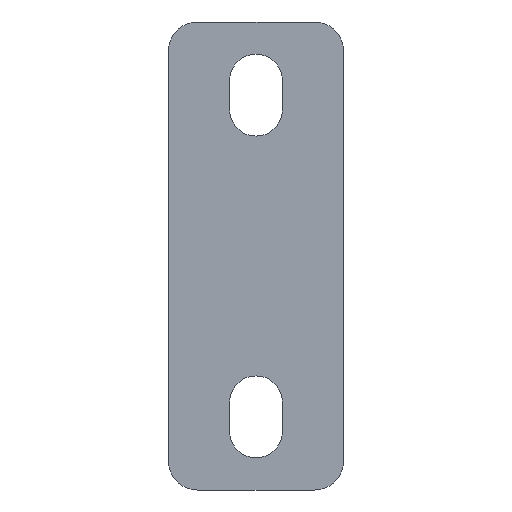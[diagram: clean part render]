
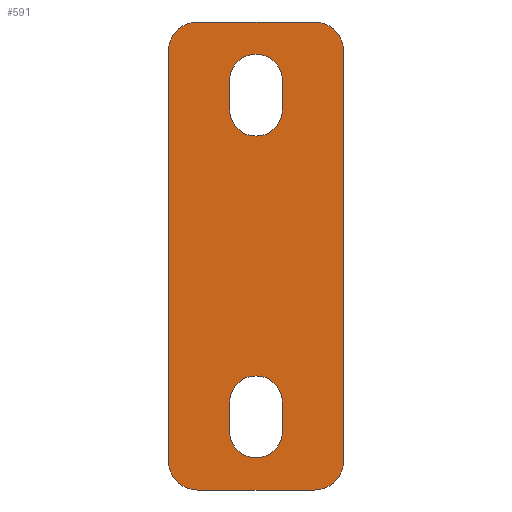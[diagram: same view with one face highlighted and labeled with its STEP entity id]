
A CAD part, front view. The second image highlights one B-rep face of the part: STEP entity #591.
In plain terms, the highlighted planar face has unit normal (0, -1, 0).
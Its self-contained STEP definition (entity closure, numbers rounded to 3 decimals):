
#16=FACE_BOUND('',#202,.T.);
#17=FACE_BOUND('',#203,.T.);
#46=LINE('',#953,#92);
#51=LINE('',#966,#97);
#54=LINE('',#977,#100);
#59=LINE('',#990,#105);
#62=LINE('',#1005,#108);
#65=LINE('',#1011,#111);
#66=LINE('',#1015,#112);
#67=LINE('',#1019,#113);
#92=VECTOR('',#751,10.);
#97=VECTOR('',#764,10.);
#100=VECTOR('',#775,10.);
#105=VECTOR('',#788,10.);
#108=VECTOR('',#805,10.);
#111=VECTOR('',#810,10.);
#112=VECTOR('',#813,10.);
#113=VECTOR('',#816,10.);
#135=PLANE('',#665);
#166=FACE_OUTER_BOUND('',#201,.T.);
#201=EDGE_LOOP('',(#496,#497,#498,#499,#500,#501,#502,#503));
#202=EDGE_LOOP('',(#504,#505,#506,#507));
#203=EDGE_LOOP('',(#508,#509,#510,#511));
#225=CIRCLE('',#648,4.5);
#227=CIRCLE('',#652,4.5);
#229=CIRCLE('',#656,4.5);
#231=CIRCLE('',#660,4.5);
#232=CIRCLE('',#662,5.);
#234=CIRCLE('',#666,5.);
#235=CIRCLE('',#667,5.);
#236=CIRCLE('',#668,5.);
#276=VERTEX_POINT('',#950);
#277=VERTEX_POINT('',#952);
#279=VERTEX_POINT('',#958);
#281=VERTEX_POINT('',#964);
#284=VERTEX_POINT('',#974);
#285=VERTEX_POINT('',#976);
#287=VERTEX_POINT('',#982);
#289=VERTEX_POINT('',#988);
#290=VERTEX_POINT('',#995);
#291=VERTEX_POINT('',#996);
#294=VERTEX_POINT('',#1004);
#296=VERTEX_POINT('',#1010);
#297=VERTEX_POINT('',#1012);
#298=VERTEX_POINT('',#1014);
#299=VERTEX_POINT('',#1016);
#300=VERTEX_POINT('',#1018);
#344=EDGE_CURVE('',#277,#276,#46,.T.);
#348=EDGE_CURVE('',#276,#279,#225,.T.);
#351=EDGE_CURVE('',#279,#281,#51,.T.);
#353=EDGE_CURVE('',#281,#277,#227,.T.);
#356=EDGE_CURVE('',#285,#284,#54,.T.);
#360=EDGE_CURVE('',#284,#287,#229,.T.);
#363=EDGE_CURVE('',#287,#289,#59,.T.);
#365=EDGE_CURVE('',#289,#285,#231,.T.);
#366=EDGE_CURVE('',#290,#291,#232,.T.);
#370=EDGE_CURVE('',#294,#291,#62,.T.);
#373=EDGE_CURVE('',#290,#296,#65,.T.);
#374=EDGE_CURVE('',#297,#296,#234,.T.);
#375=EDGE_CURVE('',#297,#298,#66,.T.);
#376=EDGE_CURVE('',#299,#298,#235,.T.);
#377=EDGE_CURVE('',#299,#300,#67,.T.);
#378=EDGE_CURVE('',#294,#300,#236,.T.);
#496=ORIENTED_EDGE('',*,*,#366,.F.);
#497=ORIENTED_EDGE('',*,*,#373,.T.);
#498=ORIENTED_EDGE('',*,*,#374,.F.);
#499=ORIENTED_EDGE('',*,*,#375,.T.);
#500=ORIENTED_EDGE('',*,*,#376,.F.);
#501=ORIENTED_EDGE('',*,*,#377,.T.);
#502=ORIENTED_EDGE('',*,*,#378,.F.);
#503=ORIENTED_EDGE('',*,*,#370,.T.);
#504=ORIENTED_EDGE('',*,*,#344,.T.);
#505=ORIENTED_EDGE('',*,*,#348,.T.);
#506=ORIENTED_EDGE('',*,*,#351,.T.);
#507=ORIENTED_EDGE('',*,*,#353,.T.);
#508=ORIENTED_EDGE('',*,*,#356,.T.);
#509=ORIENTED_EDGE('',*,*,#360,.T.);
#510=ORIENTED_EDGE('',*,*,#363,.T.);
#511=ORIENTED_EDGE('',*,*,#365,.T.);
#591=ADVANCED_FACE('',(#166,#16,#17),#135,.T.);
#648=AXIS2_PLACEMENT_3D('',#960,#758,#759);
#652=AXIS2_PLACEMENT_3D('',#969,#769,#770);
#656=AXIS2_PLACEMENT_3D('',#984,#782,#783);
#660=AXIS2_PLACEMENT_3D('',#993,#793,#794);
#662=AXIS2_PLACEMENT_3D('',#997,#797,#798);
#665=AXIS2_PLACEMENT_3D('',#1009,#808,#809);
#666=AXIS2_PLACEMENT_3D('',#1013,#811,#812);
#667=AXIS2_PLACEMENT_3D('',#1017,#814,#815);
#668=AXIS2_PLACEMENT_3D('',#1020,#817,#818);
#751=DIRECTION('',(0.,0.,1.));
#758=DIRECTION('center_axis',(0.,1.,0.));
#759=DIRECTION('ref_axis',(-1.,0.,0.));
#764=DIRECTION('',(0.,0.,-1.));
#769=DIRECTION('center_axis',(0.,1.,0.));
#770=DIRECTION('ref_axis',(1.,0.,0.));
#775=DIRECTION('',(0.,0.,1.));
#782=DIRECTION('center_axis',(0.,1.,0.));
#783=DIRECTION('ref_axis',(-1.,0.,0.));
#788=DIRECTION('',(0.,0.,-1.));
#793=DIRECTION('center_axis',(0.,1.,0.));
#794=DIRECTION('ref_axis',(1.,0.,0.));
#797=DIRECTION('center_axis',(0.,1.,0.));
#798=DIRECTION('ref_axis',(-0.707,0.,-0.707));
#805=DIRECTION('',(0.,0.,-1.));
#808=DIRECTION('center_axis',(0.,-1.,0.));
#809=DIRECTION('ref_axis',(0.,0.,-1.));
#810=DIRECTION('',(1.,0.,0.));
#811=DIRECTION('center_axis',(0.,1.,0.));
#812=DIRECTION('ref_axis',(0.707,0.,-0.707));
#813=DIRECTION('',(0.,0.,1.));
#814=DIRECTION('center_axis',(0.,1.,0.));
#815=DIRECTION('ref_axis',(0.707,0.,0.707));
#816=DIRECTION('',(-1.,0.,0.));
#817=DIRECTION('center_axis',(0.,1.,0.));
#818=DIRECTION('ref_axis',(-0.707,0.,0.707));
#950=CARTESIAN_POINT('',(-4.5,-3.,-25.));
#952=CARTESIAN_POINT('',(-4.5,-3.,-30.));
#953=CARTESIAN_POINT('',(-4.5,-3.,-12.5));
#958=CARTESIAN_POINT('',(4.5,-3.,-25.));
#960=CARTESIAN_POINT('Origin',(0.,-3.,-25.));
#964=CARTESIAN_POINT('',(4.5,-3.,-30.));
#966=CARTESIAN_POINT('',(4.5,-3.,-15.));
#969=CARTESIAN_POINT('Origin',(0.,-3.,-30.));
#974=CARTESIAN_POINT('',(-4.5,-3.,30.));
#976=CARTESIAN_POINT('',(-4.5,-3.,25.));
#977=CARTESIAN_POINT('',(-4.5,-3.,15.));
#982=CARTESIAN_POINT('',(4.5,-3.,30.));
#984=CARTESIAN_POINT('Origin',(0.,-3.,30.));
#988=CARTESIAN_POINT('',(4.5,-3.,25.));
#990=CARTESIAN_POINT('',(4.5,-3.,12.5));
#993=CARTESIAN_POINT('Origin',(0.,-3.,25.));
#995=CARTESIAN_POINT('',(-10.,-3.,-40.));
#996=CARTESIAN_POINT('',(-15.,-3.,-35.));
#997=CARTESIAN_POINT('Origin',(-10.,-3.,-35.));
#1004=CARTESIAN_POINT('',(-15.,-3.,35.));
#1005=CARTESIAN_POINT('',(-15.,-3.,-40.));
#1009=CARTESIAN_POINT('Origin',(0.,-3.,0.));
#1010=CARTESIAN_POINT('',(10.,-3.,-40.));
#1011=CARTESIAN_POINT('',(15.,-3.,-40.));
#1012=CARTESIAN_POINT('',(15.,-3.,-35.));
#1013=CARTESIAN_POINT('Origin',(10.,-3.,-35.));
#1014=CARTESIAN_POINT('',(15.,-3.,35.));
#1015=CARTESIAN_POINT('',(15.,-3.,40.));
#1016=CARTESIAN_POINT('',(10.,-3.,40.));
#1017=CARTESIAN_POINT('Origin',(10.,-3.,35.));
#1018=CARTESIAN_POINT('',(-10.,-3.,40.));
#1019=CARTESIAN_POINT('',(-15.,-3.,40.));
#1020=CARTESIAN_POINT('Origin',(-10.,-3.,35.));
